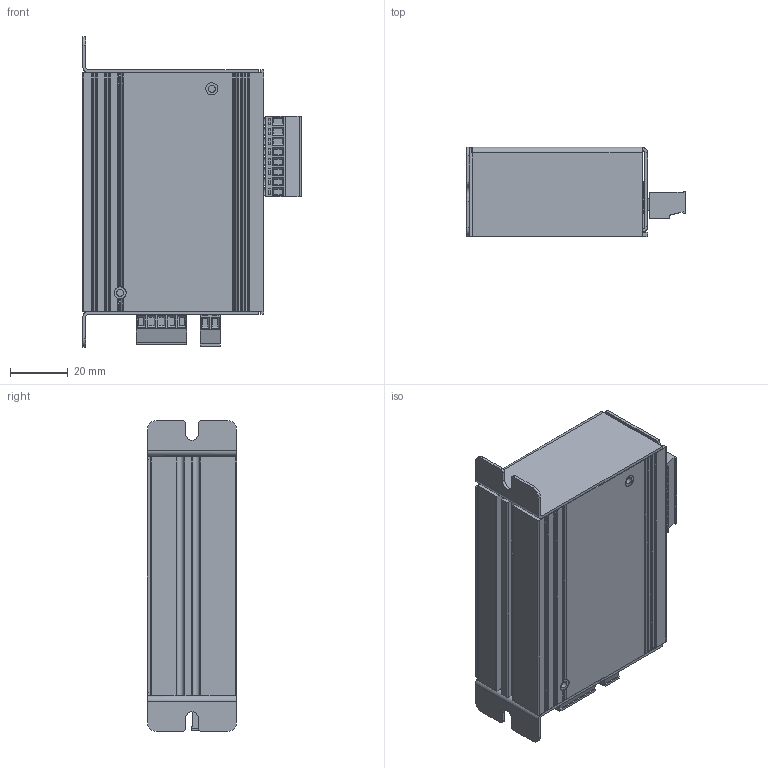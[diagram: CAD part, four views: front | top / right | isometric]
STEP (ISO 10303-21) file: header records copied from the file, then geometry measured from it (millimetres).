
FILE_DESCRIPTION( ( '' ), '1' );
FILE_NAME( 'DS514MD-20221027.stp', '2022-10-27T09:06:26', ( 'Dimamotor' ), ( 'Dimamotor' ), 'PSStep 17.0.49', ' ', ' ' );
FILE_SCHEMA( ( 'AUTOMOTIVE_DESIGN { 1 0 10303 214 1 1 1 1 }' ) );
Length unit declared in the file: millimetre
Products named in the file (21): 40-MEAA-D20-42; 20-MEAA-D20-33; M3鉚釘-4.5高; 五相-PCB-20221026-oa0; 五相步進-PCB_A版; 2P-LED; 數字開關; 指撥開關-4P; ME030-35005; ME030-35002; 電容_63V_470uF; 五相-小PCB-20221026; 電容_25V_330uF; Assem1; M3x5埋頭1; EC350RL-8P; EC350RL-5P; EC350RL-2P; 無印刷-MEAA-U02-A版; M3x12L_銅柱
Assembly tree (25 placements, depth 3):
  Assem1
    M3x5埋頭1  x2
    EC350RL-8P
    EC350RL-5P
    EC350RL-2P
    無印刷-MEAA-U02-A版
    M3x12L_銅柱
    40-MEAA-D20-42
      20-MEAA-D20-33
      M3鉚釘-4.5高  x2
    五相-PCB-20221026-oa0
      五相步進-PCB_A版
      2P-LED
      數字開關  x2
      指撥開關-4P
      ME030-35005
      ME030-35002
      電容_63V_470uF
    五相-小PCB-20221026
      五相步進-PCB_A版
      電容_25V_330uF  x3
Bounding box: 76 x 31 x 108 mm (x, y, z)
Volume: 60569.7 mm3; surface area: 68660.8 mm2
Topology: 22 solids, 22 shells, 1521 faces, 3772 edges, 2477 vertices
Faces by surface type: plane 1264, cylinder 215, cone 25, torus 15, sphere 2
Full cylindrical faces by diameter (mm): 0.8 x22, 1 x12, 1.251 x15, 2 x15, 2.459 x2, 2.5 x1, 3 x7, 3.3 x1, 4 x4, 4.05 x3, 4.2 x4, 5 x2, 5.982 x3, 6 x2, 8 x2, 8.2 x6, 13.5 x1
Entity records: 54516 total; most frequent: CARTESIAN_POINT 6863, ORIENTED_EDGE 6466, DIRECTION 6464, EDGE_CURVE 3233, LINE 2760, VECTOR 2760, PRESENTATION_STYLE_ASSIGNMENT 2237, COLOUR_RGB 2237
